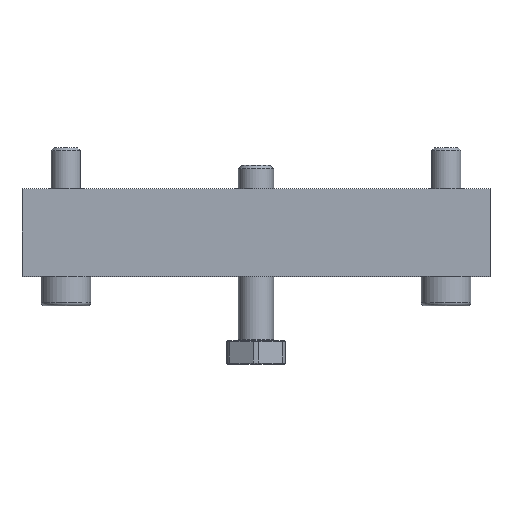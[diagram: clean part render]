
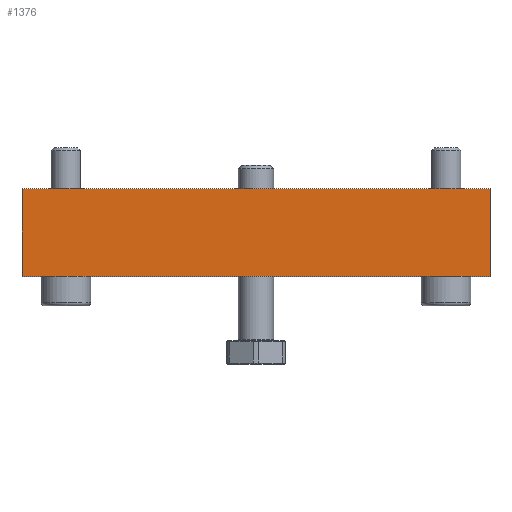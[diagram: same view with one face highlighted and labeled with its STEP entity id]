
A CAD part, top view. The second image highlights one B-rep face of the part: STEP entity #1376.
In plain terms, the highlighted planar face has unit normal (0, 0, 1).
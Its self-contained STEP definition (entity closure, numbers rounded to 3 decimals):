
#2 = LINE ( 'NONE', #493, #285 ) ;
#31 = CARTESIAN_POINT ( 'NONE',  ( -40., -15., 7.5 ) ) ;
#63 = EDGE_CURVE ( 'NONE', #1449, #1180, #587, .T. ) ;
#155 = CARTESIAN_POINT ( 'NONE',  ( 40., -15., 7.5 ) ) ;
#169 = LINE ( 'NONE', #155, #1254 ) ;
#189 = ORIENTED_EDGE ( 'NONE', *, *, #1064, .F. ) ;
#190 = EDGE_CURVE ( 'NONE', #794, #381, #359, .T. ) ;
#272 = DIRECTION ( 'NONE',  ( 0., 1., 0. ) ) ;
#285 = VECTOR ( 'NONE', #1286, 1000. ) ;
#293 = FACE_OUTER_BOUND ( 'NONE', #776, .T. ) ;
#359 = LINE ( 'NONE', #728, #1468 ) ;
#381 = VERTEX_POINT ( 'NONE', #1131 ) ;
#390 = CARTESIAN_POINT ( 'NONE',  ( 40., -15., 7.5 ) ) ;
#420 = PLANE ( 'NONE',  #887 ) ;
#493 = CARTESIAN_POINT ( 'NONE',  ( 40., 0., 7.5 ) ) ;
#587 = LINE ( 'NONE', #1067, #1369 ) ;
#650 = CARTESIAN_POINT ( 'NONE',  ( 40., 0., 7.5 ) ) ;
#698 = CARTESIAN_POINT ( 'NONE',  ( 40., -15., 7.5 ) ) ;
#728 = CARTESIAN_POINT ( 'NONE',  ( -40., -15., 7.5 ) ) ;
#749 = EDGE_CURVE ( 'NONE', #794, #1449, #169, .T. ) ;
#750 = DIRECTION ( 'NONE',  ( 0., 0., 1. ) ) ;
#776 = EDGE_LOOP ( 'NONE', ( #189, #1247, #1162, #1315 ) ) ;
#794 = VERTEX_POINT ( 'NONE', #31 ) ;
#876 = DIRECTION ( 'NONE',  ( 1., 0., 0. ) ) ;
#887 = AXIS2_PLACEMENT_3D ( 'NONE', #390, #750, #876 ) ;
#997 = DIRECTION ( 'NONE',  ( 1., 0., 0. ) ) ;
#1064 = EDGE_CURVE ( 'NONE', #381, #1180, #2, .T. ) ;
#1067 = CARTESIAN_POINT ( 'NONE',  ( 40., -15., 7.5 ) ) ;
#1131 = CARTESIAN_POINT ( 'NONE',  ( -40., 0., 7.5 ) ) ;
#1162 = ORIENTED_EDGE ( 'NONE', *, *, #749, .T. ) ;
#1180 = VERTEX_POINT ( 'NONE', #650 ) ;
#1247 = ORIENTED_EDGE ( 'NONE', *, *, #190, .F. ) ;
#1254 = VECTOR ( 'NONE', #997, 1000. ) ;
#1266 = DIRECTION ( 'NONE',  ( 0., 1., 0. ) ) ;
#1286 = DIRECTION ( 'NONE',  ( 1., 0., 0. ) ) ;
#1315 = ORIENTED_EDGE ( 'NONE', *, *, #63, .T. ) ;
#1369 = VECTOR ( 'NONE', #1266, 1000. ) ;
#1376 = ADVANCED_FACE ( 'NONE', ( #293 ), #420, .T. ) ;
#1449 = VERTEX_POINT ( 'NONE', #698 ) ;
#1468 = VECTOR ( 'NONE', #272, 1000. ) ;
